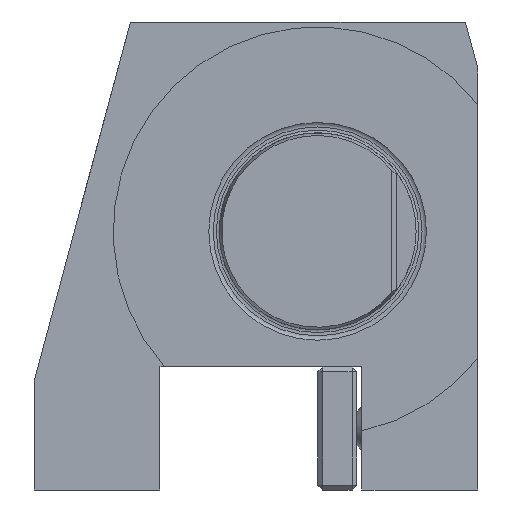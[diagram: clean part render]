
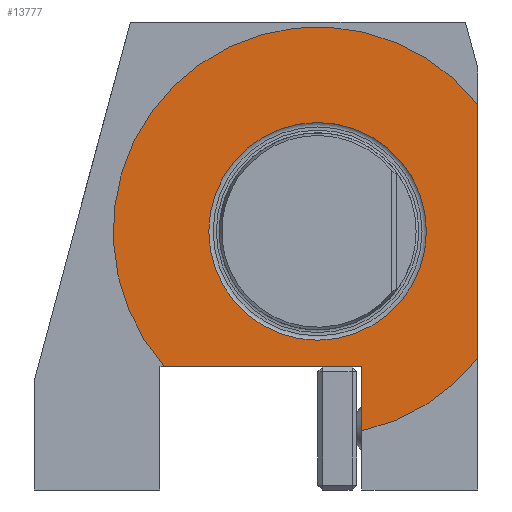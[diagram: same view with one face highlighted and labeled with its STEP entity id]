
A CAD part, front view. The second image highlights one B-rep face of the part: STEP entity #13777.
In plain terms, the highlighted planar face has unit normal (0, -1, 0).
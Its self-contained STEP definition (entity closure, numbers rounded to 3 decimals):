
#245 = EDGE_CURVE ( 'NONE', #3520, #5523, #15427, .T. ) ;
#442 = PLANE ( 'NONE',  #632 ) ;
#596 = VERTEX_POINT ( 'NONE', #5503 ) ;
#632 = AXIS2_PLACEMENT_3D ( 'NONE', #13836, #5359, #7546 ) ;
#682 = VECTOR ( 'NONE', #4172, 1000. ) ;
#705 = ORIENTED_EDGE ( 'NONE', *, *, #15425, .T. ) ;
#816 = CIRCLE ( 'NONE', #15872, 22.095 ) ;
#1933 = EDGE_CURVE ( 'NONE', #3520, #3379, #14269, .T. ) ;
#2129 = CARTESIAN_POINT ( 'NONE',  ( 9., 0., 0. ) ) ;
#3379 = VERTEX_POINT ( 'NONE', #16027 ) ;
#3520 = VERTEX_POINT ( 'NONE', #9531 ) ;
#3626 = CARTESIAN_POINT ( 'NONE',  ( -31.081, 0., -27.5 ) ) ;
#3749 = ORIENTED_EDGE ( 'NONE', *, *, #13930, .T. ) ;
#3824 = EDGE_LOOP ( 'NONE', ( #10560 ) ) ;
#4172 = DIRECTION ( 'NONE',  ( 1., 0., 0. ) ) ;
#4249 = CARTESIAN_POINT ( 'NONE',  ( 32.5, 0., 0. ) ) ;
#5300 = DIRECTION ( 'NONE',  ( 0., 0., 1. ) ) ;
#5359 = DIRECTION ( 'NONE',  ( 0., -1., 0. ) ) ;
#5503 = CARTESIAN_POINT ( 'NONE',  ( 22.095, 0., 0. ) ) ;
#5523 = VERTEX_POINT ( 'NONE', #7720 ) ;
#6034 = ORIENTED_EDGE ( 'NONE', *, *, #1933, .T. ) ;
#6050 = EDGE_CURVE ( 'NONE', #596, #596, #816, .T. ) ;
#7036 = DIRECTION ( 'NONE',  ( 0., 0., -1. ) ) ;
#7101 = VERTEX_POINT ( 'NONE', #15289 ) ;
#7256 = DIRECTION ( 'NONE',  ( -1., 0., 0. ) ) ;
#7409 = VERTEX_POINT ( 'NONE', #3626 ) ;
#7546 = DIRECTION ( 'NONE',  ( 1., 0., 0. ) ) ;
#7578 = CARTESIAN_POINT ( 'NONE',  ( -22.15, 0., -27.5 ) ) ;
#7617 = VECTOR ( 'NONE', #7036, 1000. ) ;
#7720 = CARTESIAN_POINT ( 'NONE',  ( 9., 0., -40.512 ) ) ;
#8182 = CIRCLE ( 'NONE', #10007, 41.5 ) ;
#8605 = LINE ( 'NONE', #2129, #7617 ) ;
#9524 = VECTOR ( 'NONE', #5300, 1000. ) ;
#9531 = CARTESIAN_POINT ( 'NONE',  ( 32.5, 0., -25.807 ) ) ;
#10007 = AXIS2_PLACEMENT_3D ( 'NONE', #16049, #12229, #13458 ) ;
#10264 = FACE_OUTER_BOUND ( 'NONE', #10574, .T. ) ;
#10560 = ORIENTED_EDGE ( 'NONE', *, *, #6050, .F. ) ;
#10574 = EDGE_LOOP ( 'NONE', ( #13473, #705, #3749, #13579, #6034 ) ) ;
#10750 = AXIS2_PLACEMENT_3D ( 'NONE', #13319, #12165, #7256 ) ;
#10800 = DIRECTION ( 'NONE',  ( 0., -1., 0. ) ) ;
#11118 = CARTESIAN_POINT ( 'NONE',  ( 0., 0., 0. ) ) ;
#12165 = DIRECTION ( 'NONE',  ( 0., 1., 0. ) ) ;
#12229 = DIRECTION ( 'NONE',  ( 0., 1., 0. ) ) ;
#13319 = CARTESIAN_POINT ( 'NONE',  ( 0., 0., 0. ) ) ;
#13458 = DIRECTION ( 'NONE',  ( -1., 0., 0. ) ) ;
#13473 = ORIENTED_EDGE ( 'NONE', *, *, #15610, .F. ) ;
#13579 = ORIENTED_EDGE ( 'NONE', *, *, #245, .F. ) ;
#13777 = ADVANCED_FACE ( 'Defeature completata1_2', ( #10264, #15308 ), #442, .T. ) ;
#13836 = CARTESIAN_POINT ( 'NONE',  ( -22.15, 0., 0. ) ) ;
#13930 = EDGE_CURVE ( 'NONE', #7101, #5523, #8605, .T. ) ;
#14269 = LINE ( 'NONE', #4249, #9524 ) ;
#15095 = LINE ( 'NONE', #7578, #682 ) ;
#15289 = CARTESIAN_POINT ( 'NONE',  ( 9., 0., -27.5 ) ) ;
#15308 = FACE_BOUND ( 'NONE', #3824, .T. ) ;
#15425 = EDGE_CURVE ( 'NONE', #7409, #7101, #15095, .T. ) ;
#15427 = CIRCLE ( 'NONE', #10750, 41.5 ) ;
#15610 = EDGE_CURVE ( 'NONE', #7409, #3379, #8182, .T. ) ;
#15765 = DIRECTION ( 'NONE',  ( 1., 0., 0. ) ) ;
#15872 = AXIS2_PLACEMENT_3D ( 'NONE', #11118, #10800, #15765 ) ;
#16027 = CARTESIAN_POINT ( 'NONE',  ( 32.5, 0., 25.807 ) ) ;
#16049 = CARTESIAN_POINT ( 'NONE',  ( 0., 0., 0. ) ) ;
